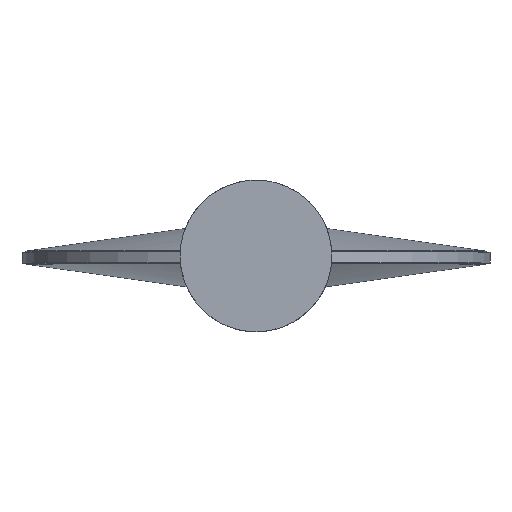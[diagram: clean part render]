
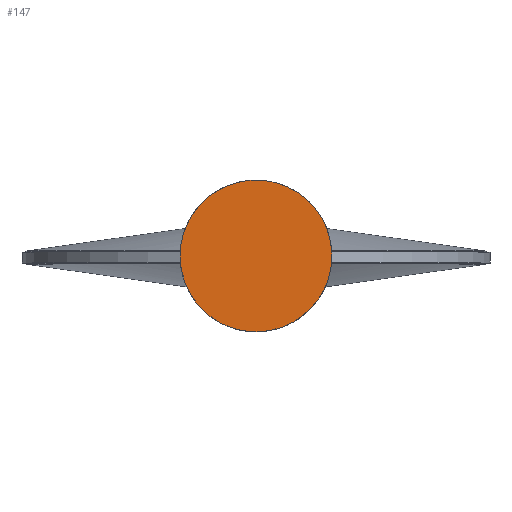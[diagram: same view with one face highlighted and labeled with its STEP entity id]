
A CAD part, top view. The second image highlights one B-rep face of the part: STEP entity #147.
In plain terms, the highlighted planar face has unit normal (0, 0, 1).
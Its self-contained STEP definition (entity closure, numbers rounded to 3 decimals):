
#31=PLANE('',#728);
#147=ADVANCED_FACE('',(#190),#31,.T.);
#190=FACE_OUTER_BOUND('',#240,.T.);
#240=EDGE_LOOP('',(#396));
#396=ORIENTED_EDGE('',*,*,#494,.T.);
#494=EDGE_CURVE('',#657,#657,#571,.T.);
#571=(
BOUNDED_CURVE()
B_SPLINE_CURVE(2,(#2339,#2340,#2341,#2342,#2343,#2344,#2345,#2346,#2347),
 .UNSPECIFIED.,.T.,.F.)
B_SPLINE_CURVE_WITH_KNOTS((3,2,2,2,3),(-17.082,-12.812,
-8.541,-4.271,0.),.UNSPECIFIED.)
CURVE()
GEOMETRIC_REPRESENTATION_ITEM()
RATIONAL_B_SPLINE_CURVE((1.,0.707,1.,0.707,1.,0.707,
1.,0.707,1.))
REPRESENTATION_ITEM('')
);
#657=VERTEX_POINT('',#2336);
#728=AXIS2_PLACEMENT_3D('',#2335,#744,$);
#744=DIRECTION('',(0.,0.,1.));
#2335=CARTESIAN_POINT('',(-70.437,-70.437,1076.081));
#2336=CARTESIAN_POINT('',(-69.056,0.,1076.081));
#2339=CARTESIAN_POINT('',(-69.056,0.,1076.081));
#2340=CARTESIAN_POINT('',(-69.056,-69.056,1076.081));
#2341=CARTESIAN_POINT('',(0.,-69.056,1076.081));
#2342=CARTESIAN_POINT('',(69.056,-69.056,1076.081));
#2343=CARTESIAN_POINT('',(69.056,0.,1076.081));
#2344=CARTESIAN_POINT('',(69.056,69.056,1076.081));
#2345=CARTESIAN_POINT('',(0.,69.056,1076.081));
#2346=CARTESIAN_POINT('',(-69.056,69.056,1076.081));
#2347=CARTESIAN_POINT('',(-69.056,0.,1076.081));
